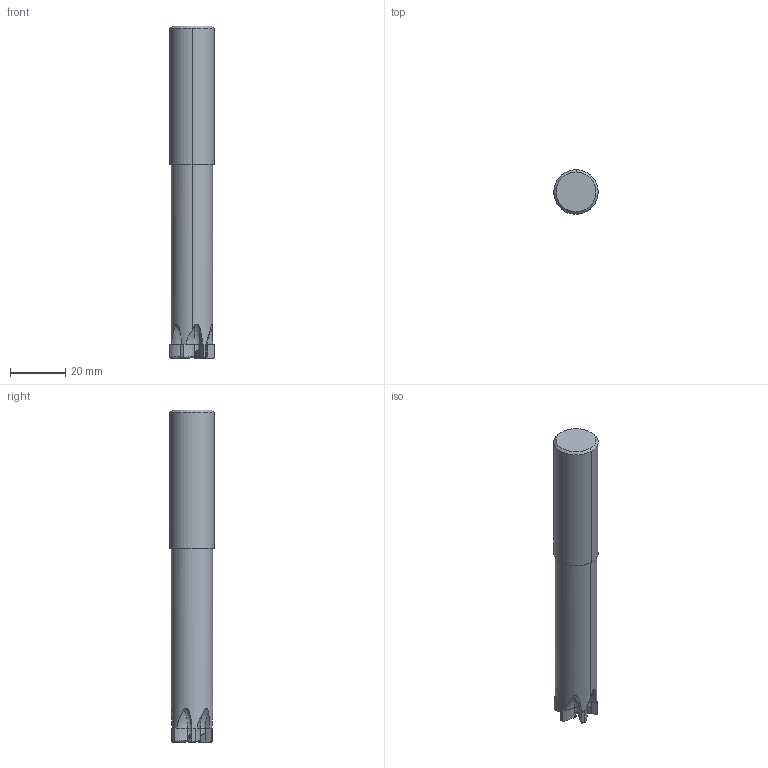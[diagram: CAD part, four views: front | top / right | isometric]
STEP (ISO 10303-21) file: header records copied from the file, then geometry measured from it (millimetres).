
FILE_DESCRIPTION(('no description'),'unknown implementation level');
FILE_NAME('solidKZlx6DSdvttyqMPUgnluKPDcVSA_1.STP',' ',('CIM GmbH Aachen'),('CADClick - KiM GmbH - www.kimweb.de'),'unknown preprocess','ACIS','unknown authorization');
FILE_SCHEMA(('automotive_design'));
Length unit declared in the file: millimetre
Products named in the file (2): 1; 2
Bounding box: 16 x 16 x 120 mm (x, y, z)
Volume: 21795 mm3; surface area: 6682.1 mm2
Topology: 2 solids, 2 shells, 137 faces, 409 edges, 276 vertices
Faces by surface type: plane 66, bspline 24, revolution 18, cylinder 15, cone 8, torus 6
Entity records: 10857 total; most frequent: CARTESIAN_POINT 2863, STYLED_ITEM 824, PRESENTATION_STYLE_ASSIGNMENT 824, COLOUR_RGB 824, ORIENTED_EDGE 818, DIRECTION 582, EDGE_CURVE 409, CURVE_STYLE 409
